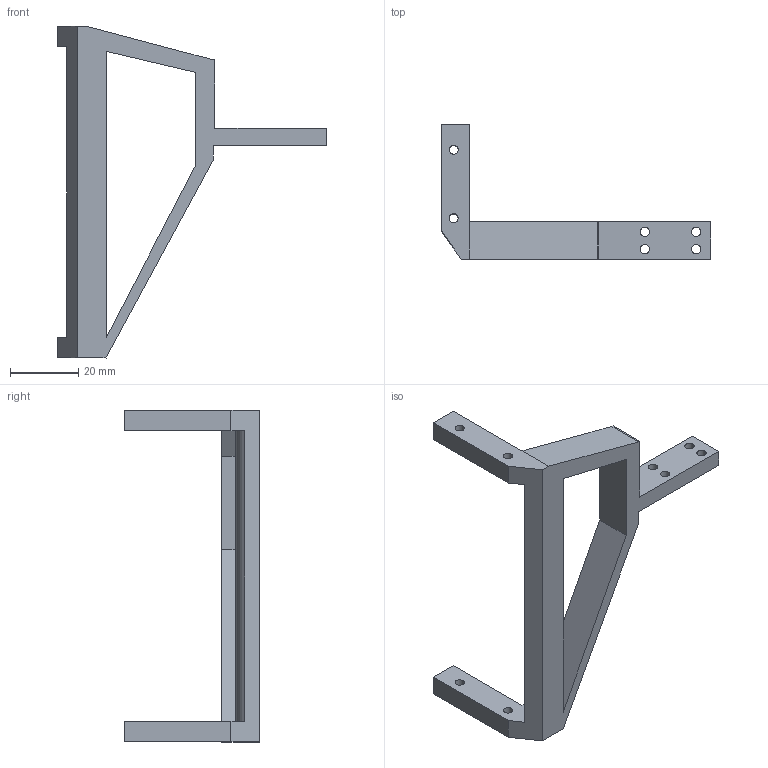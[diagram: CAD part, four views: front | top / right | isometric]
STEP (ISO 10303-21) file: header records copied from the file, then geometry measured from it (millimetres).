
FILE_DESCRIPTION(/* description */ ('Unknown'),/* implementation_level */ '2;1');
FILE_NAME(/* name */ 'BoxMotorSideBrace_01',/* time_stamp */ '2023-07-06T23:09:48+01:00',/* author */ ('Unknown'),/* organization */ ('Unknown'),/* preprocessor_version */ 'ST-DEVELOPER v18.102',/* originating_system */ 'Solid Edge',/* authorisation */ 'Unknown');
FILE_SCHEMA (('AUTOMOTIVE_DESIGN {1 0 10303 214 3 1 1}'));
Length unit declared in the file: millimetre
Products named in the file (1): BoxMotorSideBrace_01
Bounding box: 78.7 x 39.42 x 97 mm (x, y, z)
Volume: 17492.1 mm3; surface area: 10224.7 mm2
Topology: 1 solids, 1 shells, 35 faces, 103 edges, 69 vertices
Faces by surface type: plane 26, cylinder 9
Full cylindrical faces by diameter (mm): 2.7 x8
Entity records: 1144 total; most frequent: CARTESIAN_POINT 190, ORIENTED_EDGE 180, DIRECTION 180, EDGE_CURVE 90, LINE 72, VECTOR 72, VERTEX_POINT 64, EDGE_LOOP 60
